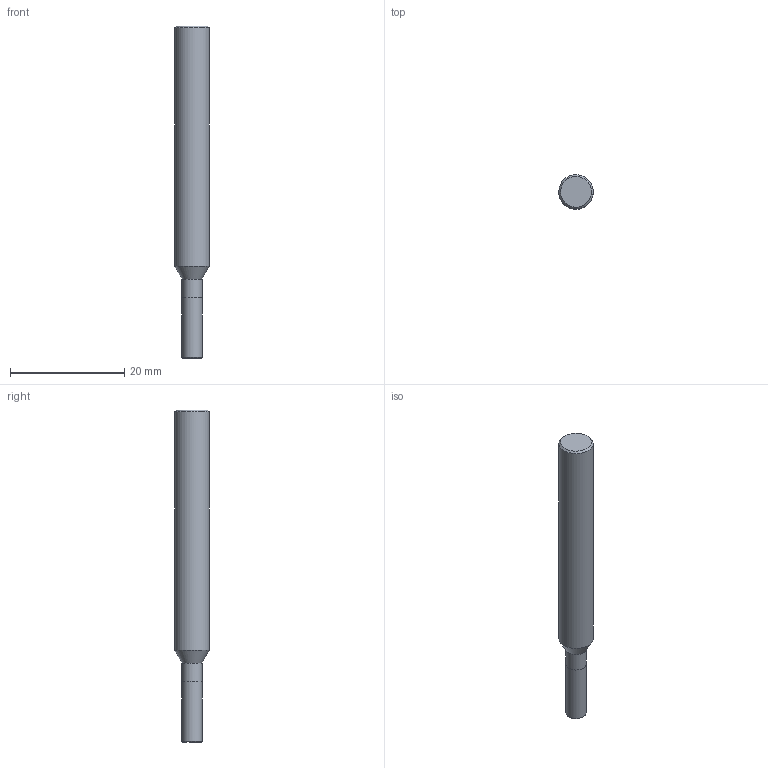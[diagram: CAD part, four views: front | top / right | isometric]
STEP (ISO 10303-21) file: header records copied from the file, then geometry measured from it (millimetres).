
FILE_DESCRIPTION ((), '3-D model version:1');
FILE_NAME ('2P340-0350-PB', '2012-06-05T16:36:08', ('InteractiveCad'), ('AB Sandvik Coromant'), 'HarmonyWare STEP v1.4.9', 'T3D tool generator', '');
FILE_SCHEMA (('CONFIG_CONTROL_DESIGN'));
Length unit declared in the file: millimetre
Products named in the file (2): product-name
Bounding box: 6 x 6 x 58 mm (x, y, z)
Volume: 1362.5 mm3; surface area: 1035.8 mm2
Topology: 2 solids, 2 shells, 10 faces, 14 edges, 8 vertices
Faces by surface type: bspline 10
Entity records: 504 total; most frequent: CARTESIAN_POINT 216, ORIENTED_EDGE 28, PERSON 16, ORGANIZATION 16, PERSON_AND_ORGANIZATION 16, EDGE_CURVE 14, EDGE_LOOP 10, FACE_OUTER_BOUND 10
